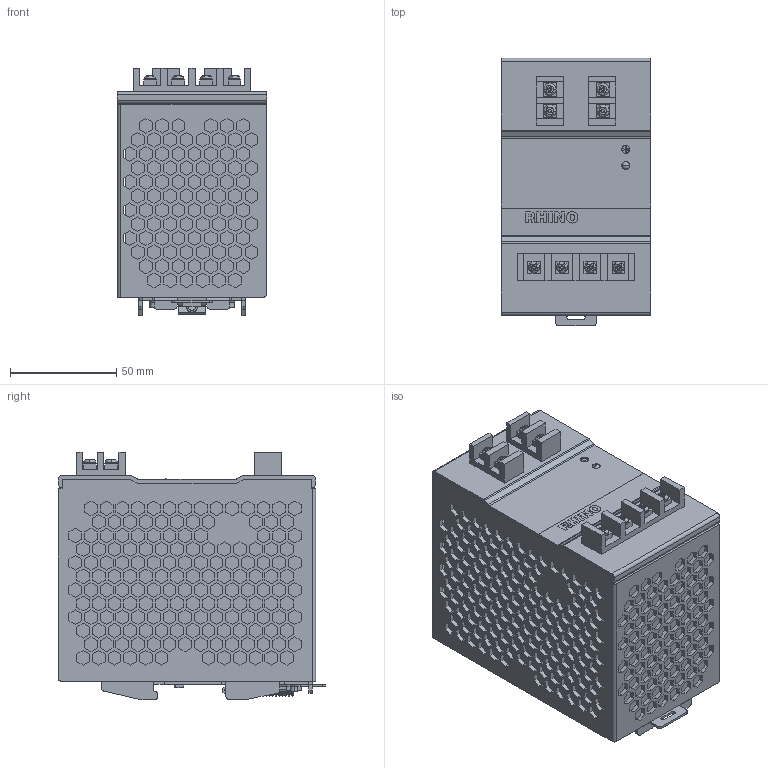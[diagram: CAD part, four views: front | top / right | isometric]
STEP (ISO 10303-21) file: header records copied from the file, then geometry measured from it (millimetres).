
FILE_DESCRIPTION (( 'STEP AP203' ), '1' );
FILE_NAME ('PSB24-120-3.STEP', '2011-10-11T14:15:43', ( '.adc' ), ( '' ), 'SwSTEP 2.0', 'SolidWorks 2011', '' );
FILE_SCHEMA (( 'CONFIG_CONTROL_DESIGN' ));
Products named in the file (1): PSB24-120-3
Bounding box: 70.1 x 125.63 x 116.13 mm (x, y, z)
Volume: 736774.3 mm3; surface area: 158147.7 mm2
Topology: 2 solids, 2 shells, 3915 faces, 11231 edges, 7475 vertices
Faces by surface type: plane 3736, cylinder 96, cone 32, torus 25, bspline 23, sphere 3
Entity records: 131841 total; most frequent: CARTESIAN_POINT 27724, ORIENTED_EDGE 22460, DIRECTION 19180, EDGE_CURVE 11230, VECTOR 10692, LINE 10692, VERTEX_POINT 7475, EDGE_LOOP 4857
